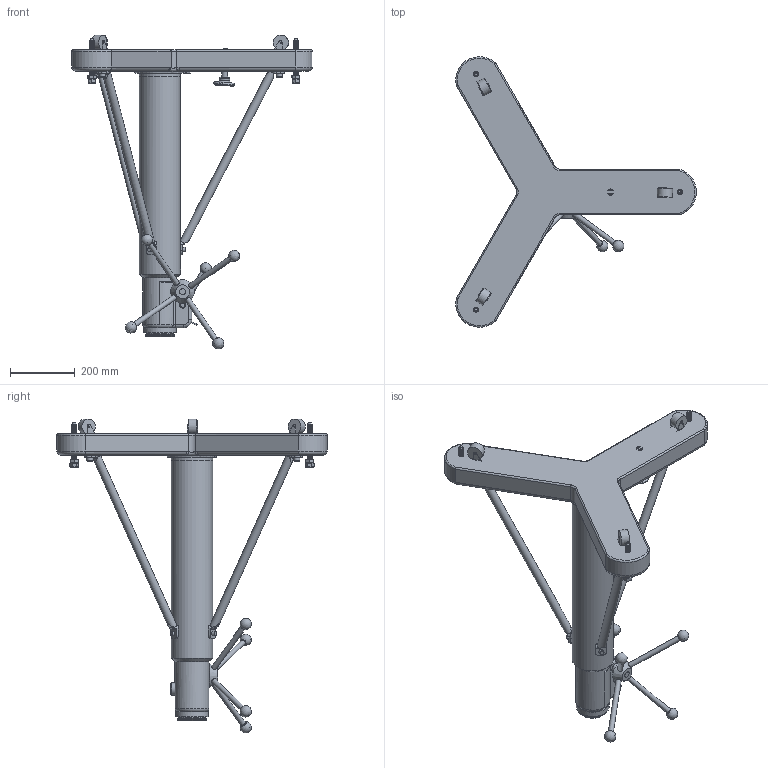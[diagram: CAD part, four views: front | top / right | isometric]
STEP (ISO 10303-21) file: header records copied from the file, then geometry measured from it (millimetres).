
FILE_DESCRIPTION (( 'STEP AP203' ), '1' );
FILE_NAME ('233-0.STEP', '2012-11-20T13:06:43', ( 'Eric' ), ( '' ), 'SwSTEP 2.0', 'SolidWorks 2012', '' );
FILE_SCHEMA (( 'CONFIG_CONTROL_DESIGN' ));
Length unit declared in the file: inch
Products named in the file (1): 233-0
Bounding box: 741.42 x 833.48 x 967.59 mm (x, y, z)
Volume: 23661257.4 mm3; surface area: 1158711.8 mm2
Topology: 1 solids, 1 shells, 1013 faces, 2263 edges, 1307 vertices
Faces by surface type: plane 589, cone 213, cylinder 153, torus 35, bspline 14, sphere 9
Full cylindrical faces by diameter (mm): 3.175 x6, 11.112 x1, 14.287 x2, 14.288 x1, 15.748 x1, 15.875 x7, 16.002 x1, 19.05 x5, 25.4 x3, 31.75 x2, 38.1 x1, 44.45 x1, 83.401 x1, 101.092 x1, 104.775 x1, 127 x2
Entity records: 29804 total; most frequent: CARTESIAN_POINT 9235, DIRECTION 4062, ORIENTED_EDGE 4032, EDGE_CURVE 2016, AXIS2_PLACEMENT_3D 1503, EDGE_LOOP 1286, VERTEX_POINT 1262, LINE 1056
